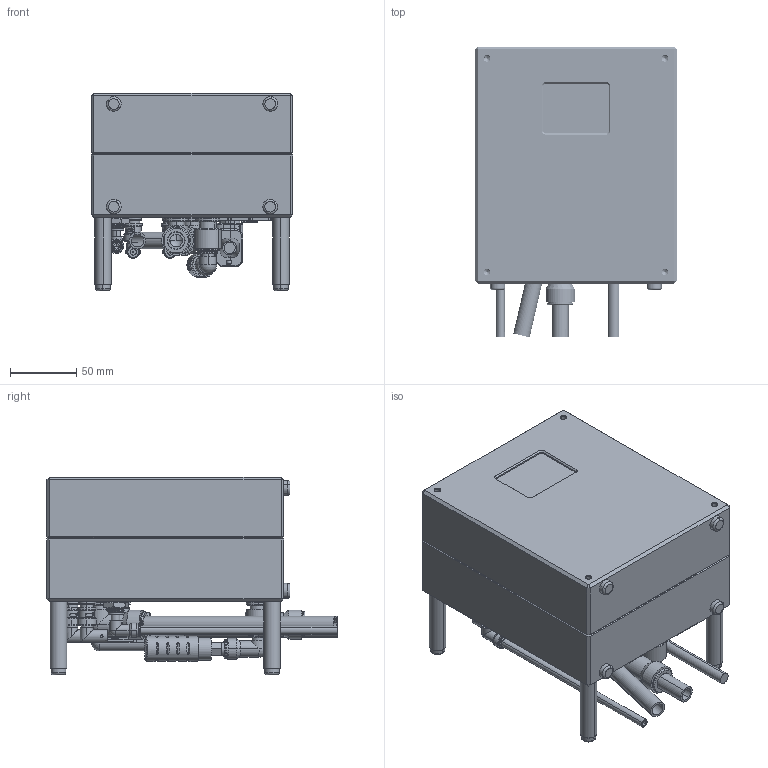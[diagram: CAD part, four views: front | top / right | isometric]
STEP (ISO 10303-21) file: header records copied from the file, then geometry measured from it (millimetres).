
FILE_DESCRIPTION (( 'STEP AP214' ), '1' );
FILE_NAME ('WHIP Download STEP214 181019-1.STEP', '2018-10-19T22:32:04', ( '' ), ( '' ), 'SwSTEP 2.0', 'SolidWorks 2018', '' );
FILE_SCHEMA (( 'AUTOMOTIVE_DESIGN' ));
Length unit declared in the file: inch
Products named in the file (22): Cxxxx .375 Push Connect Tube Stem Elbow McMaster 5779K688_5779K688; Tube .250 OD McMaster xxx; 10-32 x .750 Stud McMaster 95412A893_95412A893; HG-5464 BNC Panel Adapter-Altered Item; Cxxxx .500 Push Connect Reducing Tube Fitting McMaster 5562K381_5562K381; BNC Right Angle Adapter; HG-5463 .500 Dia Standoff-Altered Item; Fuse Drawer FD2-extrasafe-withoutVS_01; Power Cord e_0100.6141c004_Straight Cord; Cxxxx .500 Push Connect Tube Elbow Fitting McMaster 51495K222_51495K222; Cxxxx .500 Tube Stem Elbow McMaster 5779K689_5779K689; Power Entry Module e_0100.2173_004; Tube .500 OD McMaster 5113K35_Green; Cxxxx .25 Push Connect Tube Stem Elbow McMaster 5779K685_5779K685; C0640 Bumper McMaster 1638K3; Cxxxx .250 Push Connect BulKhead Tube Fitting McMaster 52065K404_52065K404; WHIP Download STEP214 181019-1; SHCS 10-32 x 1.750 McMaster 92196A278_92196A278; HG-5458 Rear Chassis; Tube .500 OD McMaster 5113K35_Black; Cxxxx Muffler McMaster 8457T320_8457T32; HG-5459 Front Chassis
Assembly tree (37 placements, depth 2):
  WHIP Download STEP214 181019-1
    HG-5459 Front Chassis
    C0640 Bumper McMaster 1638K3  x8
    Cxxxx .250 Push Connect BulKhead Tube Fitting McMaster 52065K404_52065K404
    HG-5458 Rear Chassis
    HG-5463 .500 Dia Standoff-Altered Item  x4
    HG-5464 BNC Panel Adapter-Altered Item  x2
    Cxxxx Muffler McMaster 8457T320_8457T32
    Cxxxx .500 Push Connect Reducing Tube Fitting McMaster 5562K381_5562K381
    Cxxxx .25 Push Connect Tube Stem Elbow McMaster 5779K685_5779K685
    Cxxxx .375 Push Connect Tube Stem Elbow McMaster 5779K688_5779K688
    Cxxxx .500 Tube Stem Elbow McMaster 5779K689_5779K689  x2
    Cxxxx .500 Push Connect Tube Elbow Fitting McMaster 51495K222_51495K222  x3
    Tube .250 OD McMaster xxx
    Tube .500 OD McMaster 5113K35_Green
    Tube .500 OD McMaster 5113K35_Black
    Power Entry Module e_0100.2173_004
    Fuse Drawer FD2-extrasafe-withoutVS_01
    Power Cord e_0100.6141c004_Straight Cord
    BNC Right Angle Adapter  x2
    10-32 x .750 Stud McMaster 95412A893_95412A893
    SHCS 10-32 x 1.750 McMaster 92196A278_92196A278  x2
Bounding box: 152.4 x 219.77 x 149.45 mm (x, y, z)
Volume: 2674379.9 mm3; surface area: 310977.8 mm2
Topology: 40 solids, 61 shells, 4407 faces, 11717 edges, 7593 vertices
Faces by surface type: plane 1973, cylinder 1153, bspline 750, cone 399, torus 99, sphere 33
Entity records: 158849 total; most frequent: CARTESIAN_POINT 66711, ORIENTED_EDGE 20109, DIRECTION 15792, EDGE_CURVE 10137, VERTEX_POINT 6572, LINE 6154, VECTOR 6154, AXIS2_PLACEMENT_3D 4819
